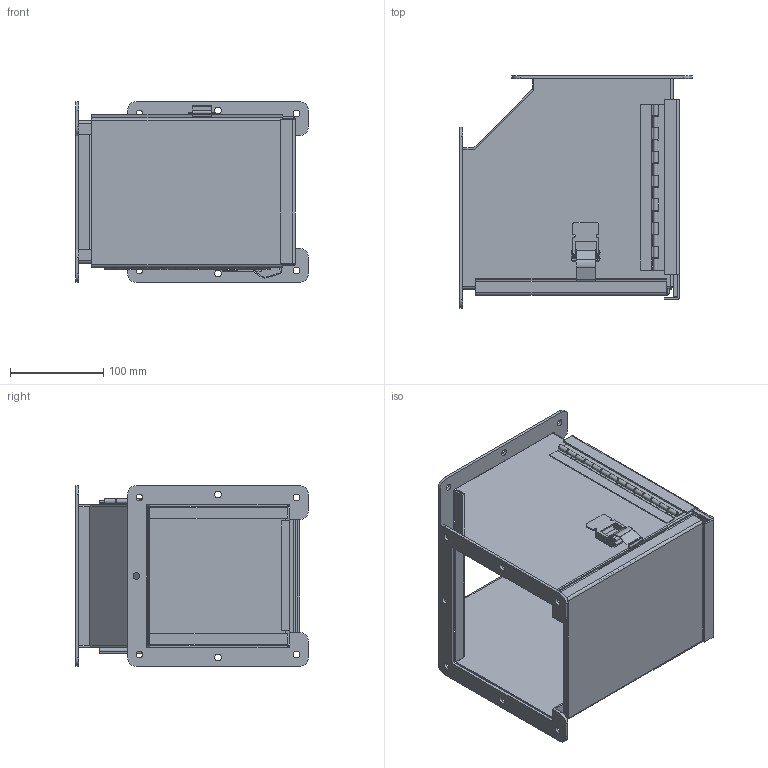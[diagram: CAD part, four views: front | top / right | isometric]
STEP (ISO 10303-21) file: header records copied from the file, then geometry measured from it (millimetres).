
FILE_DESCRIPTION(/* description */ ('LJWLC, TUB,CS, 6X6'),/* implementation_level */ '2;1');
FILE_NAME(/* name */ 'LJWL906C.stp',/* time_stamp */ '2017-03-08T11:11:06+06:00',/* author */ ('mgunasekar'),/* organization */ (''),/* preprocessor_version */ 'ST-DEVELOPER v16.1',/* originating_system */ 'Autodesk Inventor 2016',/* authorisation */ '');
FILE_SCHEMA (('AUTOMOTIVE_DESIGN { 1 0 10303 214 3 1 1 }'));
Length unit declared in the file: inch
Products named in the file (18): LJWL906CMAIN; PART1; PART2; PART3; PART4; PART5; 35011; LJWL906CGASKET; LJW6RINGP; LJW906CTAB; LJWL906CTOPLID; LJWL906CBACKLID; 328121LH; 328121P; 328121TH; 328121; LJWL906CBACKLIDGASKET; LJWL906C
Assembly tree (21 placements, depth 3):
  LJWL906C
    LJWL906CMAIN  x2
    35011  x2
      PART1
      PART2
      PART3
      PART4
      PART5
    LJWL906CGASKET
    LJW6RINGP  x2
    LJW906CTAB
    LJWL906CTOPLID
    LJWL906CBACKLID
    328121  x2
      328121LH
      328121P
      328121TH
    LJWL906CBACKLIDGASKET
Bounding box: 249.24 x 249.22 x 193.68 mm (x, y, z)
Volume: 559976.5 mm3; surface area: 567473.8 mm2
Topology: 25 solids, 25 shells, 604 faces, 1550 edges, 996 vertices
Faces by surface type: plane 398, cylinder 194, bspline 12
Full cylindrical faces by diameter (mm): 2.54 x2, 2.957 x28, 3.454 x4, 3.946 x12, 4.286 x8, 7.144 x14
Entity records: 11575 total; most frequent: CARTESIAN_POINT 2039, DIRECTION 1887, ORIENTED_EDGE 1758, EDGE_CURVE 879, LINE 659, VECTOR 659, AXIS2_PLACEMENT_3D 614, VERTEX_POINT 578
